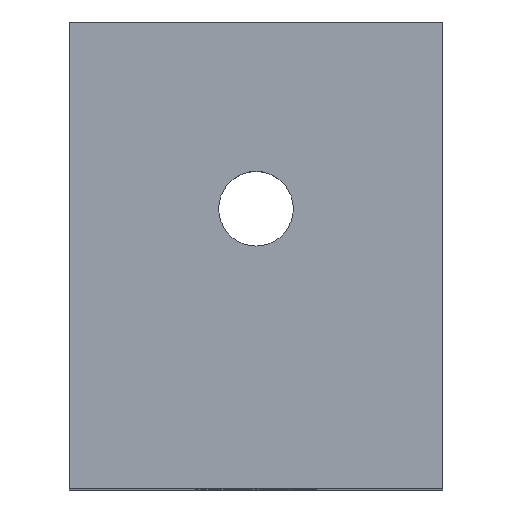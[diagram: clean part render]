
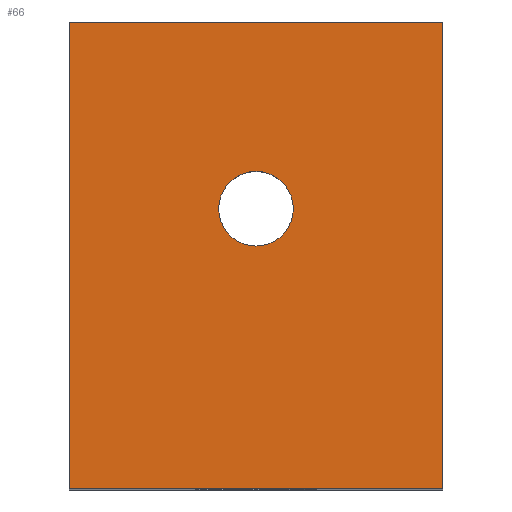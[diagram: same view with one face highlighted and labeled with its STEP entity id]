
A CAD part, top view. The second image highlights one B-rep face of the part: STEP entity #66.
In plain terms, the highlighted planar face has unit normal (0, 0, 1).
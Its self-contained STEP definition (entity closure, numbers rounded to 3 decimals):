
#6 = VERTEX_POINT ( 'NONE', #232 ) ;
#8 = EDGE_CURVE ( 'NONE', #9, #6, #231, .T. ) ;
#9 = VERTEX_POINT ( 'NONE', #227 ) ;
#13 = ORIENTED_EDGE ( 'NONE', *, *, #14, .F. ) ;
#14 = EDGE_CURVE ( 'NONE', #9, #55, #221, .T. ) ;
#15 = ORIENTED_EDGE ( 'NONE', *, *, #8, .T. ) ;
#38 = EDGE_CURVE ( 'NONE', #39, #40, #282, .T. ) ;
#39 = VERTEX_POINT ( 'NONE', #277 ) ;
#40 = VERTEX_POINT ( 'NONE', #276 ) ;
#52 = VERTEX_POINT ( 'NONE', #171 ) ;
#53 = ORIENTED_EDGE ( 'NONE', *, *, #54, .T. ) ;
#54 = EDGE_CURVE ( 'NONE', #6, #52, #170, .T. ) ;
#55 = VERTEX_POINT ( 'NONE', #166 ) ;
#56 = ORIENTED_EDGE ( 'NONE', *, *, #58, .F. ) ;
#57 = EDGE_LOOP ( 'NONE', ( #53, #56, #13, #15 ) ) ;
#58 = EDGE_CURVE ( 'NONE', #55, #52, #165, .T. ) ;
#66 = ADVANCED_FACE ( 'NONE', ( #155, #154 ), #153, .F. ) ;
#67 = EDGE_LOOP ( 'NONE', ( #69, #70 ) ) ;
#68 = EDGE_CURVE ( 'NONE', #40, #39, #148, .T. ) ;
#69 = ORIENTED_EDGE ( 'NONE', *, *, #68, .T. ) ;
#70 = ORIENTED_EDGE ( 'NONE', *, *, #38, .T. ) ;
#144 = DIRECTION ( 'NONE',  ( 0., 1., 0. ) ) ;
#145 = DIRECTION ( 'NONE',  ( 0., 0., -1. ) ) ;
#146 = CARTESIAN_POINT ( 'NONE',  ( 10., 15., 0. ) ) ;
#147 = AXIS2_PLACEMENT_3D ( 'NONE', #146, #145, #144 ) ;
#148 = CIRCLE ( 'NONE', #147, 2. ) ;
#149 = DIRECTION ( 'NONE',  ( 0., 1., 0. ) ) ;
#150 = DIRECTION ( 'NONE',  ( 0., 0., -1. ) ) ;
#151 = CARTESIAN_POINT ( 'NONE',  ( 20., 25., 0. ) ) ;
#152 = AXIS2_PLACEMENT_3D ( 'NONE', #151, #150, #149 ) ;
#153 = PLANE ( 'NONE',  #152 ) ;
#154 = FACE_OUTER_BOUND ( 'NONE', #57, .T. ) ;
#155 = FACE_BOUND ( 'NONE', #67, .T. ) ;
#162 = DIRECTION ( 'NONE',  ( -1., 0., 0. ) ) ;
#163 = VECTOR ( 'NONE', #162, 1000. ) ;
#164 = CARTESIAN_POINT ( 'NONE',  ( 20., 0., 0. ) ) ;
#165 = LINE ( 'NONE', #164, #163 ) ;
#166 = CARTESIAN_POINT ( 'NONE',  ( 20., 0., 0. ) ) ;
#167 = DIRECTION ( 'NONE',  ( 0., -1., 0. ) ) ;
#168 = VECTOR ( 'NONE', #167, 1000. ) ;
#169 = CARTESIAN_POINT ( 'NONE',  ( 0., 25., 0. ) ) ;
#170 = LINE ( 'NONE', #169, #168 ) ;
#171 = CARTESIAN_POINT ( 'NONE',  ( 0., 0., 0. ) ) ;
#218 = DIRECTION ( 'NONE',  ( 0., -1., 0. ) ) ;
#219 = VECTOR ( 'NONE', #218, 1000. ) ;
#220 = CARTESIAN_POINT ( 'NONE',  ( 20., 25., 0. ) ) ;
#221 = LINE ( 'NONE', #220, #219 ) ;
#227 = CARTESIAN_POINT ( 'NONE',  ( 20., 25., 0. ) ) ;
#228 = DIRECTION ( 'NONE',  ( -1., 0., 0. ) ) ;
#229 = VECTOR ( 'NONE', #228, 1000. ) ;
#230 = CARTESIAN_POINT ( 'NONE',  ( 20., 25., 0. ) ) ;
#231 = LINE ( 'NONE', #230, #229 ) ;
#232 = CARTESIAN_POINT ( 'NONE',  ( 0., 25., 0. ) ) ;
#276 = CARTESIAN_POINT ( 'NONE',  ( 10., 17., 0. ) ) ;
#277 = CARTESIAN_POINT ( 'NONE',  ( 10., 13., 0. ) ) ;
#278 = DIRECTION ( 'NONE',  ( 0., 1., 0. ) ) ;
#279 = DIRECTION ( 'NONE',  ( 0., 0., -1. ) ) ;
#280 = CARTESIAN_POINT ( 'NONE',  ( 10., 15., 0. ) ) ;
#281 = AXIS2_PLACEMENT_3D ( 'NONE', #280, #279, #278 ) ;
#282 = CIRCLE ( 'NONE', #281, 2. ) ;
